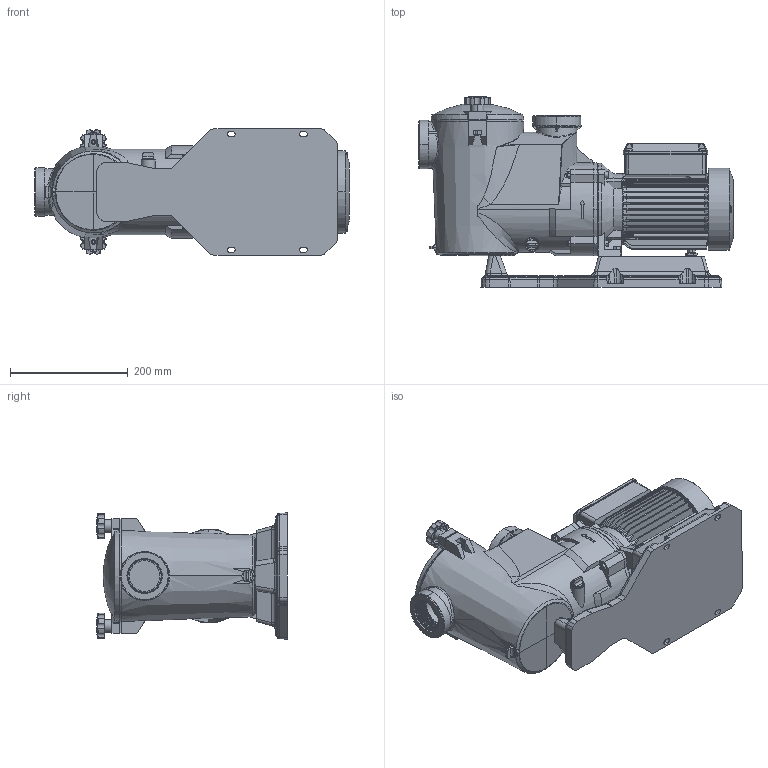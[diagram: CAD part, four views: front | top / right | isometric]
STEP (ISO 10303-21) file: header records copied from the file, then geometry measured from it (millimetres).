
FILE_DESCRIPTION (( 'STEP AP214' ), '1' );
FILE_NAME ('4.93.475.02swa01.step', '2022-04-12T09:42:05', ( '' ), ( '' ), 'SwSTEP 2.0', 'SolidWorks 2020', '' );
FILE_SCHEMA (( 'AUTOMOTIVE_DESIGN' ));
Length unit declared in the file: millimetre
Products named in the file (2): Copia di 4_93_475_ 02_REV00^4.93.475.02swa01; 4.93.475.02swa01
Assembly tree (1 placements, depth 2):
  4.93.475.02swa01
    Copia di 4_93_475_ 02_REV00^4.93.475.02swa01
Bounding box: 535.5 x 324.68 x 215 mm (x, y, z)
Volume: 13896091.3 mm3; surface area: 818155.5 mm2
Topology: 13 solids, 13 shells, 2553 faces, 6583 edges, 4134 vertices
Faces by surface type: plane 908, cylinder 660, bspline 639, cone 257, torus 71, sphere 18
Entity records: 152383 total; most frequent: CARTESIAN_POINT 97271, ORIENTED_EDGE 13162, DIRECTION 8660, EDGE_CURVE 6581, VERTEX_POINT 4134, AXIS2_PLACEMENT_3D 2968, LINE 2724, VECTOR 2724
